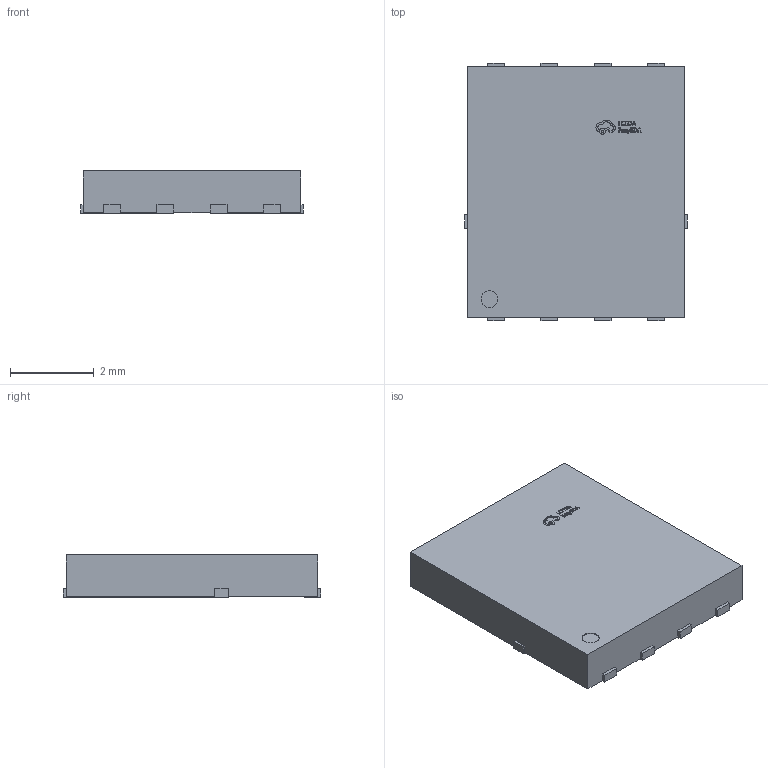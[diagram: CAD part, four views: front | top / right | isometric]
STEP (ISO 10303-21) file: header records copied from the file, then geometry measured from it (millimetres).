
FILE_DESCRIPTION (( 'STEP AP214' ), '1' );
FILE_NAME ('PG-TDSON-8_L5.2-W6.2-H1.0-P1.27.step', '2022-07-08T08:31:10', ( '' ), ( '' ), 'SwSTEP 2.0', 'SolidWorks 2020', '' );
FILE_SCHEMA (( 'AUTOMOTIVE_DESIGN' ));
Length unit declared in the file: millimetre
Products named in the file (1): PG-TDSON-8_L5.2-W6.2-H1.0-P1.27
Bounding box: 5.3 x 6.15 x 1.01 mm (x, y, z)
Volume: 31.4 mm3; surface area: 86 mm2
Topology: 1 solids, 1 shells, 330 faces, 909 edges, 606 vertices
Faces by surface type: plane 216, bspline 112, cylinder 2
Entity records: 14659 total; most frequent: CARTESIAN_POINT 3730, ORIENTED_EDGE 1818, DIRECTION 1123, EDGE_CURVE 909, VECTOR 677, LINE 677, VERTEX_POINT 606, EDGE_LOOP 355
